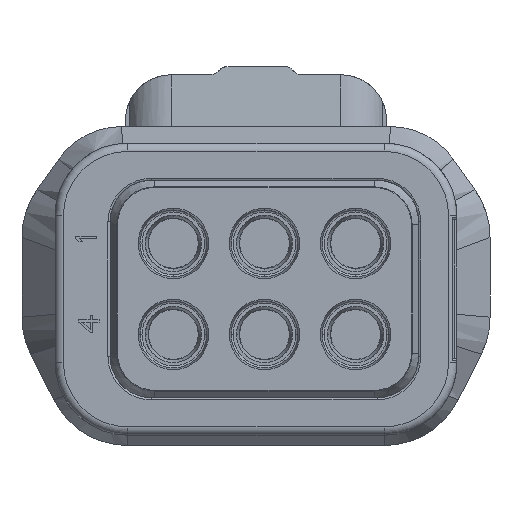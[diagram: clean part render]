
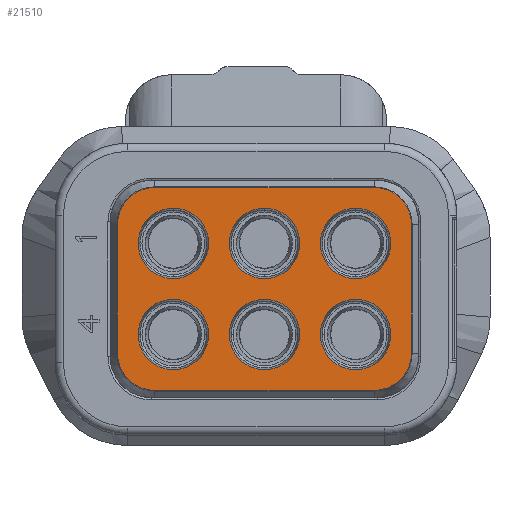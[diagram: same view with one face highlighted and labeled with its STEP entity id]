
A CAD part, front view. The second image highlights one B-rep face of the part: STEP entity #21510.
In plain terms, the highlighted planar face has unit normal (0, -1, 0).
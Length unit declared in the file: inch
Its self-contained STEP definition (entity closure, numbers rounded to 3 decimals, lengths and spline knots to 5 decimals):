
#2754=CARTESIAN_POINT('',(-11.57098,-2.07278,
2.10827));
#2755=DIRECTION('',(0.,1.,0.));
#2756=DIRECTION('',(-1.,0.,0.));
#2757=AXIS2_PLACEMENT_3D('',#2754,#2755,#2756);
#2763=CARTESIAN_POINT('',(-11.57098,-2.07278,
2.10827));
#2764=DIRECTION('',(0.,-1.,0.));
#2765=DIRECTION('',(-1.,0.,0.));
#2766=AXIS2_PLACEMENT_3D('',#2763,#2764,#2765);
#2772=CARTESIAN_POINT('',(-11.48436,-2.07278,
2.19488));
#2773=DIRECTION('',(0.,-1.,0.));
#2774=DIRECTION('',(0.,0.,-1.));
#2775=AXIS2_PLACEMENT_3D('',#2772,#2773,#2774);
#2777=CARTESIAN_POINT('',(-11.48436,-2.07278,
2.19488));
#2778=DIRECTION('',(0.,1.,0.));
#2779=DIRECTION('',(0.,0.,-1.));
#2780=AXIS2_PLACEMENT_3D('',#2777,#2778,#2779);
#2782=CARTESIAN_POINT('',(-11.57098,-2.07278,
2.19488));
#2783=DIRECTION('',(0.,1.,0.));
#2784=DIRECTION('',(0.,0.,-1.));
#2785=AXIS2_PLACEMENT_3D('',#2782,#2783,#2784);
#2787=CARTESIAN_POINT('',(-11.57098,-2.07278,
2.19488));
#2788=DIRECTION('',(0.,1.,0.));
#2789=DIRECTION('',(0.,0.,1.));
#2790=AXIS2_PLACEMENT_3D('',#2787,#2788,#2789);
#2792=CARTESIAN_POINT('',(-11.39775,-2.07278,
2.19488));
#2793=DIRECTION('',(0.,-1.,0.));
#2794=DIRECTION('',(0.,0.,-1.));
#2795=AXIS2_PLACEMENT_3D('',#2792,#2793,#2794);
#2797=CARTESIAN_POINT('',(-11.39775,-2.07278,
2.19488));
#2798=DIRECTION('',(0.,-1.,0.));
#2799=DIRECTION('',(0.,0.,1.));
#2800=AXIS2_PLACEMENT_3D('',#2797,#2798,#2799);
#2802=CARTESIAN_POINT('',(-11.38003,-2.07278,
2.09055));
#2803=DIRECTION('',(0.,1.,0.));
#2804=DIRECTION('',(1.,0.,0.));
#2805=AXIS2_PLACEMENT_3D('',#2802,#2803,#2804);
#2807=DIRECTION('',(-1.,0.,0.));
#2808=VECTOR('',#2807,0.20866);
#2809=CARTESIAN_POINT('',(-11.38003,-2.07278,
2.05512));
#2810=LINE('',#2809,#2808);
#2811=CARTESIAN_POINT('',(-11.58869,-2.07278,
2.09055));
#2812=DIRECTION('',(0.,-1.,0.));
#2813=DIRECTION('',(-1.,0.,0.));
#2814=AXIS2_PLACEMENT_3D('',#2811,#2812,#2813);
#2816=CARTESIAN_POINT('',(-11.58869,-2.07278,
2.2126));
#2817=DIRECTION('',(0.,1.,0.));
#2818=DIRECTION('',(-1.,0.,0.));
#2819=AXIS2_PLACEMENT_3D('',#2816,#2817,#2818);
#2821=CARTESIAN_POINT('',(-11.38003,-2.07278,
2.2126));
#2822=DIRECTION('',(0.,-1.,0.));
#2823=DIRECTION('',(1.,0.,0.));
#2824=AXIS2_PLACEMENT_3D('',#2821,#2822,#2823);
#2826=CARTESIAN_POINT('',(-11.48436,-2.07278,
2.10827));
#2827=DIRECTION('',(0.,1.,0.));
#2828=DIRECTION('',(1.,0.,0.));
#2829=AXIS2_PLACEMENT_3D('',#2826,#2827,#2828);
#2839=CARTESIAN_POINT('',(-11.48436,-2.07278,
2.10827));
#2840=DIRECTION('',(0.,1.,0.));
#2841=DIRECTION('',(-1.,0.,0.));
#2842=AXIS2_PLACEMENT_3D('',#2839,#2840,#2841);
#2882=CARTESIAN_POINT('',(-11.39775,-2.07278,
2.10827));
#2883=DIRECTION('',(0.,1.,0.));
#2884=DIRECTION('',(1.,0.,0.));
#2885=AXIS2_PLACEMENT_3D('',#2882,#2883,#2884);
#2887=CARTESIAN_POINT('',(-11.39775,-2.07278,
2.10827));
#2888=DIRECTION('',(0.,-1.,0.));
#2889=DIRECTION('',(1.,0.,0.));
#2890=AXIS2_PLACEMENT_3D('',#2887,#2888,#2889);
#3019=DIRECTION('',(0.,0.,1.));
#3020=VECTOR('',#3019,0.12205);
#3021=CARTESIAN_POINT('',(-11.3446,-2.07278,
2.09055));
#3022=LINE('',#3021,#3020);
#3036=DIRECTION('',(-1.,0.,0.));
#3037=VECTOR('',#3036,0.20866);
#3038=CARTESIAN_POINT('',(-11.38003,-2.07278,
2.24803));
#3039=LINE('',#3038,#3037);
#3057=DIRECTION('',(0.,0.,1.));
#3058=VECTOR('',#3057,0.12205);
#3059=CARTESIAN_POINT('',(-11.62413,-2.07278,
2.09055));
#3060=LINE('',#3059,#3058);
#13642=CARTESIAN_POINT('',(-11.3446,-2.07278,
2.2126));
#13643=CARTESIAN_POINT('',(-11.38003,-2.07278,
2.24803));
#13644=VERTEX_POINT('',#13642);
#13645=VERTEX_POINT('',#13643);
#13734=CARTESIAN_POINT('',(-11.39775,-2.07278,
2.16142));
#13735=CARTESIAN_POINT('',(-11.39775,-2.07278,
2.22835));
#13736=VERTEX_POINT('',#13734);
#13737=VERTEX_POINT('',#13735);
#13754=CARTESIAN_POINT('',(-11.62413,-2.07278,
2.2126));
#13755=CARTESIAN_POINT('',(-11.58869,-2.07278,
2.24803));
#13756=VERTEX_POINT('',#13754);
#13757=VERTEX_POINT('',#13755);
#13846=CARTESIAN_POINT('',(-11.57098,-2.07278,
2.16142));
#13847=CARTESIAN_POINT('',(-11.57098,-2.07278,
2.22835));
#13848=VERTEX_POINT('',#13846);
#13849=VERTEX_POINT('',#13847);
#13947=CARTESIAN_POINT('',(-11.48436,-2.07278,
2.22835));
#13949=VERTEX_POINT('',#13947);
#13951=CARTESIAN_POINT('',(-11.48436,-2.07278,
2.16142));
#13953=VERTEX_POINT('',#13951);
#14007=CARTESIAN_POINT('',(-11.51783,-2.07278,
2.10827));
#14009=VERTEX_POINT('',#14007);
#14096=CARTESIAN_POINT('',(-11.53751,-2.07278,
2.10827));
#14098=VERTEX_POINT('',#14096);
#14100=CARTESIAN_POINT('',(-11.60444,-2.07278,
2.10827));
#14102=VERTEX_POINT('',#14100);
#14237=CARTESIAN_POINT('',(-11.4509,-2.07278,
2.10827));
#14239=VERTEX_POINT('',#14237);
#14241=CARTESIAN_POINT('',(-11.43121,-2.07278,
2.10827));
#14243=VERTEX_POINT('',#14241);
#14245=CARTESIAN_POINT('',(-11.36428,-2.07278,
2.10827));
#14247=VERTEX_POINT('',#14245);
#14274=CARTESIAN_POINT('',(-11.3446,-2.07278,
2.09055));
#14275=CARTESIAN_POINT('',(-11.38003,-2.07278,
2.05512));
#14276=VERTEX_POINT('',#14274);
#14277=VERTEX_POINT('',#14275);
#14278=CARTESIAN_POINT('',(-11.58869,-2.07278,
2.05512));
#14279=VERTEX_POINT('',#14278);
#14280=CARTESIAN_POINT('',(-11.62413,-2.07278,
2.09055));
#14281=VERTEX_POINT('',#14280);
#21453=CARTESIAN_POINT('',(-11.55129,-2.07278,
1.95472));
#21454=DIRECTION('',(0.,-1.,0.));
#21455=DIRECTION('',(1.,0.,0.));
#21456=AXIS2_PLACEMENT_3D('',#21453,#21454,#21455);
#21457=PLANE('',#21456);
#21459=ORIENTED_EDGE('',*,*,#21458,.T.);
#21461=ORIENTED_EDGE('',*,*,#21460,.T.);
#21463=ORIENTED_EDGE('',*,*,#21462,.F.);
#21465=ORIENTED_EDGE('',*,*,#21464,.T.);
#21467=ORIENTED_EDGE('',*,*,#21466,.T.);
#21469=ORIENTED_EDGE('',*,*,#21468,.F.);
#21471=ORIENTED_EDGE('',*,*,#21470,.F.);
#21473=ORIENTED_EDGE('',*,*,#21472,.F.);
#21474=EDGE_LOOP('',(#21459,#21461,#21463,#21465,#21467,#21469,#21471,#21473));
#21475=FACE_OUTER_BOUND('',#21474,.F.);
#21477=ORIENTED_EDGE('',*,*,#21476,.F.);
#21479=ORIENTED_EDGE('',*,*,#21478,.T.);
#21480=EDGE_LOOP('',(#21477,#21479));
#21481=FACE_BOUND('',#21480,.F.);
#21482=ORIENTED_EDGE('',*,*,#21439,.T.);
#21483=ORIENTED_EDGE('',*,*,#21421,.F.);
#21484=EDGE_LOOP('',(#21482,#21483));
#21485=FACE_BOUND('',#21484,.F.);
#21487=ORIENTED_EDGE('',*,*,#21486,.T.);
#21489=ORIENTED_EDGE('',*,*,#21488,.F.);
#21490=EDGE_LOOP('',(#21487,#21489));
#21491=FACE_BOUND('',#21490,.F.);
#21493=ORIENTED_EDGE('',*,*,#21492,.F.);
#21495=ORIENTED_EDGE('',*,*,#21494,.F.);
#21496=EDGE_LOOP('',(#21493,#21495));
#21497=FACE_BOUND('',#21496,.F.);
#21499=ORIENTED_EDGE('',*,*,#21498,.T.);
#21501=ORIENTED_EDGE('',*,*,#21500,.T.);
#21502=EDGE_LOOP('',(#21499,#21501));
#21503=FACE_BOUND('',#21502,.F.);
#21505=ORIENTED_EDGE('',*,*,#21504,.F.);
#21507=ORIENTED_EDGE('',*,*,#21506,.F.);
#21508=EDGE_LOOP('',(#21505,#21507));
#21509=FACE_BOUND('',#21508,.F.);
#21510=ADVANCED_FACE('',(#21475,#21481,#21485,#21491,#21497,#21503,#21509),
#21457,.T.);
#2758=CIRCLE('',#2757,0.03346);
#2767=CIRCLE('',#2766,0.03346);
#2776=CIRCLE('',#2775,0.03346);
#2781=CIRCLE('',#2780,0.03346);
#2786=CIRCLE('',#2785,0.03346);
#2791=CIRCLE('',#2790,0.03346);
#2796=CIRCLE('',#2795,0.03346);
#2801=CIRCLE('',#2800,0.03346);
#2806=CIRCLE('',#2805,0.03543);
#2815=CIRCLE('',#2814,0.03543);
#2820=CIRCLE('',#2819,0.03543);
#2825=CIRCLE('',#2824,0.03543);
#2830=CIRCLE('',#2829,0.03346);
#2843=CIRCLE('',#2842,0.03346);
#2886=CIRCLE('',#2885,0.03346);
#2891=CIRCLE('',#2890,0.03346);
#21421=EDGE_CURVE('',#14102,#14098,#2758,.T.);
#21439=EDGE_CURVE('',#14102,#14098,#2767,.T.);
#21458=EDGE_CURVE('',#14276,#14277,#2806,.T.);
#21460=EDGE_CURVE('',#14277,#14279,#2810,.T.);
#21462=EDGE_CURVE('',#14281,#14279,#2815,.T.);
#21464=EDGE_CURVE('',#14281,#13756,#3060,.T.);
#21466=EDGE_CURVE('',#13756,#13757,#2820,.T.);
#21468=EDGE_CURVE('',#13645,#13757,#3039,.T.);
#21470=EDGE_CURVE('',#13644,#13645,#2825,.T.);
#21472=EDGE_CURVE('',#14276,#13644,#3022,.T.);
#21476=EDGE_CURVE('',#14247,#14243,#2886,.T.);
#21478=EDGE_CURVE('',#14247,#14243,#2891,.T.);
#21486=EDGE_CURVE('',#13953,#13949,#2776,.T.);
#21488=EDGE_CURVE('',#13953,#13949,#2781,.T.);
#21492=EDGE_CURVE('',#13848,#13849,#2786,.T.);
#21494=EDGE_CURVE('',#13849,#13848,#2791,.T.);
#21498=EDGE_CURVE('',#13736,#13737,#2796,.T.);
#21500=EDGE_CURVE('',#13737,#13736,#2801,.T.);
#21504=EDGE_CURVE('',#14239,#14009,#2830,.T.);
#21506=EDGE_CURVE('',#14009,#14239,#2843,.T.);
